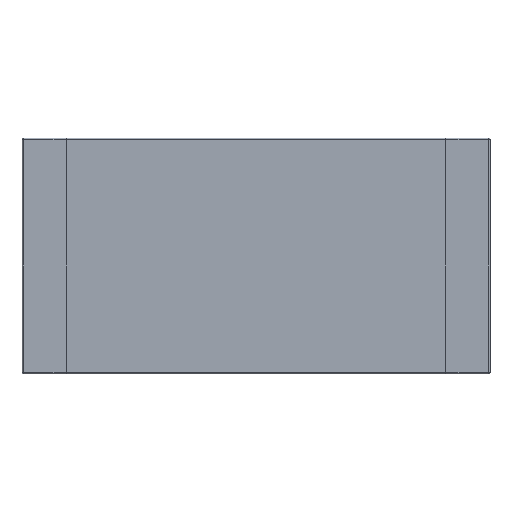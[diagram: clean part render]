
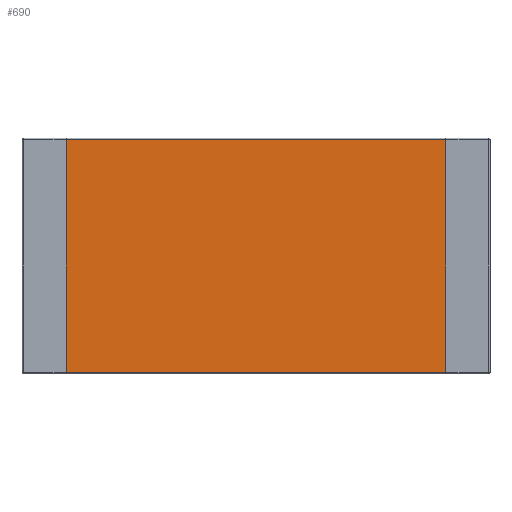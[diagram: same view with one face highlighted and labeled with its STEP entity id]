
A CAD part, top view. The second image highlights one B-rep face of the part: STEP entity #690.
In plain terms, the highlighted planar face has unit normal (0, 0, 1).
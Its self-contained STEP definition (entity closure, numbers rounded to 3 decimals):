
#31=PLANE('',#786);
#77=LINE('',#1185,#133);
#79=LINE('',#1191,#135);
#80=LINE('',#1193,#136);
#81=LINE('',#1194,#137);
#133=VECTOR('',#983,10.);
#135=VECTOR('',#989,10.);
#136=VECTOR('',#990,10.);
#137=VECTOR('',#991,10.);
#206=FACE_OUTER_BOUND('',#252,.T.);
#252=EDGE_LOOP('',(#601,#602,#603,#604));
#342=VERTEX_POINT('',#1182);
#343=VERTEX_POINT('',#1184);
#345=VERTEX_POINT('',#1190);
#346=VERTEX_POINT('',#1192);
#430=EDGE_CURVE('',#342,#343,#77,.T.);
#433=EDGE_CURVE('',#342,#345,#79,.T.);
#434=EDGE_CURVE('',#346,#345,#80,.T.);
#435=EDGE_CURVE('',#346,#343,#81,.T.);
#601=ORIENTED_EDGE('',*,*,#430,.F.);
#602=ORIENTED_EDGE('',*,*,#433,.T.);
#603=ORIENTED_EDGE('',*,*,#434,.F.);
#604=ORIENTED_EDGE('',*,*,#435,.T.);
#690=ADVANCED_FACE('',(#206),#31,.T.);
#786=AXIS2_PLACEMENT_3D('',#1189,#987,#988);
#983=DIRECTION('',(1.,0.,0.));
#987=DIRECTION('center_axis',(0.,0.,1.));
#988=DIRECTION('ref_axis',(1.,0.,0.));
#989=DIRECTION('',(0.,-1.,0.));
#990=DIRECTION('',(-1.,0.,0.));
#991=DIRECTION('',(0.,1.,0.));
#1182=CARTESIAN_POINT('',(-2.575,1.58,0.55));
#1184=CARTESIAN_POINT('',(2.575,1.58,0.55));
#1185=CARTESIAN_POINT('',(1.288,1.58,0.55));
#1189=CARTESIAN_POINT('Origin',(0.,0.,0.55));
#1190=CARTESIAN_POINT('',(-2.575,-1.58,0.55));
#1191=CARTESIAN_POINT('',(-2.575,-1.6,0.55));
#1192=CARTESIAN_POINT('',(2.575,-1.58,0.55));
#1193=CARTESIAN_POINT('',(-1.288,-1.58,0.55));
#1194=CARTESIAN_POINT('',(2.575,-1.6,0.55));
